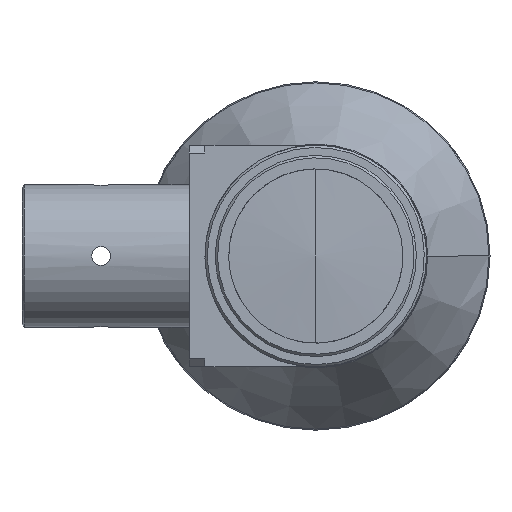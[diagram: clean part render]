
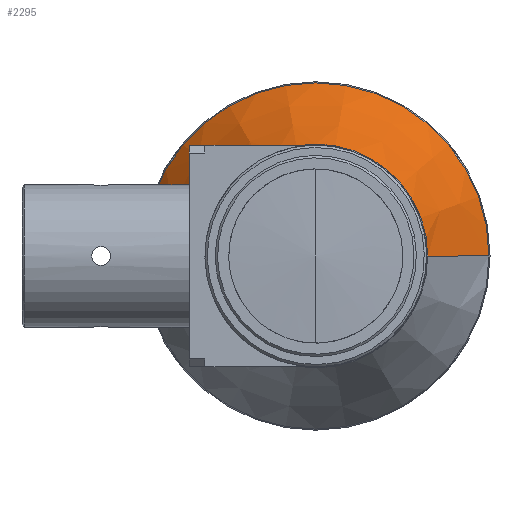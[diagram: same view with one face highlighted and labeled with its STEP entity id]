
A CAD part, left-side view. The second image highlights one B-rep face of the part: STEP entity #2295.
In plain terms, the highlighted conical face has half-angle 30 degrees and reference radius 14.134 mm.
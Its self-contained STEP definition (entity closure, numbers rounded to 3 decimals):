
#54 = CARTESIAN_POINT ( 'NONE',  ( 7.532, 14.134, 0. ) ) ;
#83 = CARTESIAN_POINT ( 'NONE',  ( 7.532, 0., 0. ) ) ;
#145 = EDGE_CURVE ( 'NONE', #717, #4842, #4090, .T. ) ;
#151 = VERTEX_POINT ( 'NONE', #1304 ) ;
#164 = DIRECTION ( 'NONE',  ( 1., 0., 0. ) ) ;
#186 = CARTESIAN_POINT ( 'NONE',  ( 7.532, 0., 0. ) ) ;
#310 = EDGE_CURVE ( 'NONE', #2187, #151, #1594, .T. ) ;
#370 = EDGE_CURVE ( 'NONE', #2941, #833, #3314, .T. ) ;
#540 = AXIS2_PLACEMENT_3D ( 'NONE', #2919, #2522, #1774 ) ;
#717 = VERTEX_POINT ( 'NONE', #2472 ) ;
#833 = VERTEX_POINT ( 'NONE', #2988 ) ;
#968 = EDGE_LOOP ( 'NONE', ( #2110, #3886, #4327, #4279, #4445, #2603 ) ) ;
#1217 = EDGE_CURVE ( 'NONE', #2187, #717, #2817, .T. ) ;
#1304 = CARTESIAN_POINT ( 'NONE',  ( 20.924, -21.866, 0. ) ) ;
#1377 = DIRECTION ( 'NONE',  ( 1., 0., 0. ) ) ;
#1594 = LINE ( 'NONE', #4822, #3431 ) ;
#1627 = CARTESIAN_POINT ( 'NONE',  ( 7.532, -14.134, 0. ) ) ;
#1774 = DIRECTION ( 'NONE',  ( 0., 1., 0. ) ) ;
#1929 = EDGE_CURVE ( 'NONE', #4842, #2941, #3040, .T. ) ;
#1976 = AXIS2_PLACEMENT_3D ( 'NONE', #3116, #3502, #3592 ) ;
#1985 = CARTESIAN_POINT ( 'NONE',  ( 20.924, 21.866, 0. ) ) ;
#2110 = ORIENTED_EDGE ( 'NONE', *, *, #1217, .F. ) ;
#2135 = DIRECTION ( 'NONE',  ( 0., 1., 0. ) ) ;
#2187 = VERTEX_POINT ( 'NONE', #1627 ) ;
#2295 = ADVANCED_FACE ( 'NONE', ( #3351 ), #4919, .T. ) ;
#2303 = EDGE_CURVE ( 'NONE', #833, #151, #2502, .T. ) ;
#2394 = AXIS2_PLACEMENT_3D ( 'NONE', #4748, #164, #2135 ) ;
#2444 = AXIS2_PLACEMENT_3D ( 'NONE', #83, #4273, #4739 ) ;
#2446 = DIRECTION ( 'NONE',  ( 0.866, 0.5, 0. ) ) ;
#2472 = CARTESIAN_POINT ( 'NONE',  ( 7.532, 0., 14.134 ) ) ;
#2502 = CIRCLE ( 'NONE', #2394, 21.866 ) ;
#2522 = DIRECTION ( 'NONE',  ( 1., 0., 0. ) ) ;
#2603 = ORIENTED_EDGE ( 'NONE', *, *, #145, .F. ) ;
#2817 = CIRCLE ( 'NONE', #2444, 14.134 ) ;
#2919 = CARTESIAN_POINT ( 'NONE',  ( 20.924, 0., 0. ) ) ;
#2941 = VERTEX_POINT ( 'NONE', #1985 ) ;
#2988 = CARTESIAN_POINT ( 'NONE',  ( 20.924, 0., 21.866 ) ) ;
#3040 = LINE ( 'NONE', #4753, #3529 ) ;
#3116 = CARTESIAN_POINT ( 'NONE',  ( 7.532, 0., 0. ) ) ;
#3232 = DIRECTION ( 'NONE',  ( 0., 1., 0. ) ) ;
#3314 = CIRCLE ( 'NONE', #540, 21.866 ) ;
#3351 = FACE_OUTER_BOUND ( 'NONE', #968, .T. ) ;
#3431 = VECTOR ( 'NONE', #3607, 1000. ) ;
#3502 = DIRECTION ( 'NONE',  ( -1., 0., 0. ) ) ;
#3529 = VECTOR ( 'NONE', #2446, 1000. ) ;
#3592 = DIRECTION ( 'NONE',  ( 0., 0., -1. ) ) ;
#3607 = DIRECTION ( 'NONE',  ( 0.866, -0.5, 0. ) ) ;
#3886 = ORIENTED_EDGE ( 'NONE', *, *, #310, .T. ) ;
#4090 = CIRCLE ( 'NONE', #1976, 14.134 ) ;
#4127 = AXIS2_PLACEMENT_3D ( 'NONE', #186, #1377, #3232 ) ;
#4273 = DIRECTION ( 'NONE',  ( -1., 0., 0. ) ) ;
#4279 = ORIENTED_EDGE ( 'NONE', *, *, #370, .F. ) ;
#4327 = ORIENTED_EDGE ( 'NONE', *, *, #2303, .F. ) ;
#4445 = ORIENTED_EDGE ( 'NONE', *, *, #1929, .F. ) ;
#4739 = DIRECTION ( 'NONE',  ( 0., 0., -1. ) ) ;
#4748 = CARTESIAN_POINT ( 'NONE',  ( 20.924, 0., 0. ) ) ;
#4753 = CARTESIAN_POINT ( 'NONE',  ( 7.532, 14.134, 0. ) ) ;
#4822 = CARTESIAN_POINT ( 'NONE',  ( 7.532, -14.134, 0. ) ) ;
#4842 = VERTEX_POINT ( 'NONE', #54 ) ;
#4919 = CONICAL_SURFACE ( 'NONE', #4127, 14.134, 0.524 ) ;
